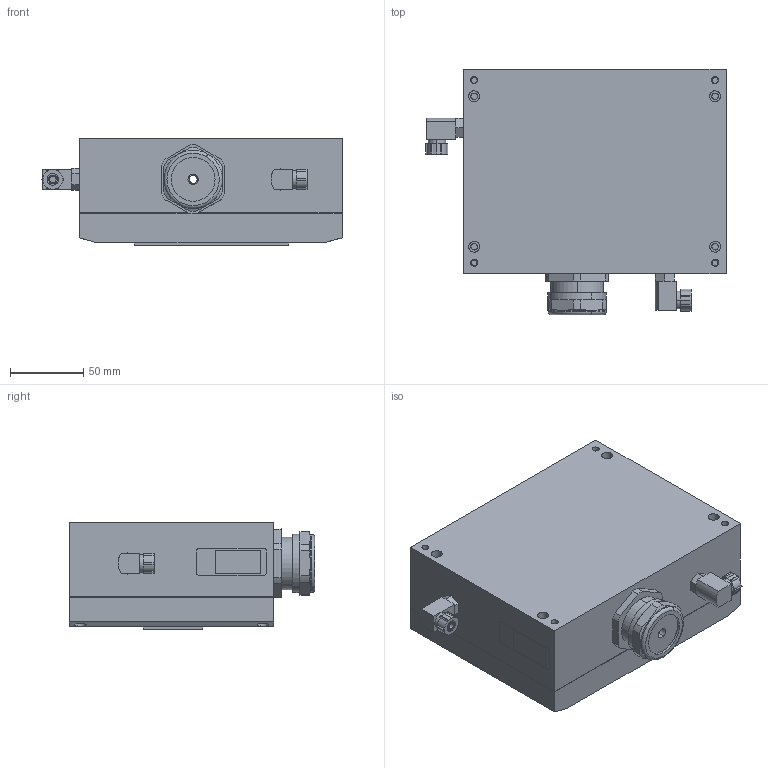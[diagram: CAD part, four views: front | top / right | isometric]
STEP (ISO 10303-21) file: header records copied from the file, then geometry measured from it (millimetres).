
FILE_DESCRIPTION (( 'STEP AP203' ), '1' );
FILE_NAME ('LineSensor.step', '2025-03-24T06:34:48', ( '' ), ( '' ), 'SwSTEP 2.0', 'SolidWorks 2022', '' );
FILE_SCHEMA (( 'CONFIG_CONTROL_DESIGN' ));
Length unit declared in the file: millimetre
Products named in the file (1): LineSensor
Bounding box: 205.5 x 168 x 73.25 mm (x, y, z)
Volume: 500528.6 mm3; surface area: 248484.9 mm2
Topology: 1 solids, 2 shells, 644 faces, 1626 edges, 1078 vertices
Faces by surface type: plane 317, cylinder 181, bspline 116, cone 18, torus 12
Entity records: 22037 total; most frequent: CARTESIAN_POINT 6845, ORIENTED_EDGE 3252, DIRECTION 2820, EDGE_CURVE 1626, VERTEX_POINT 1078, VECTOR 946, LINE 946, AXIS2_PLACEMENT_3D 937
